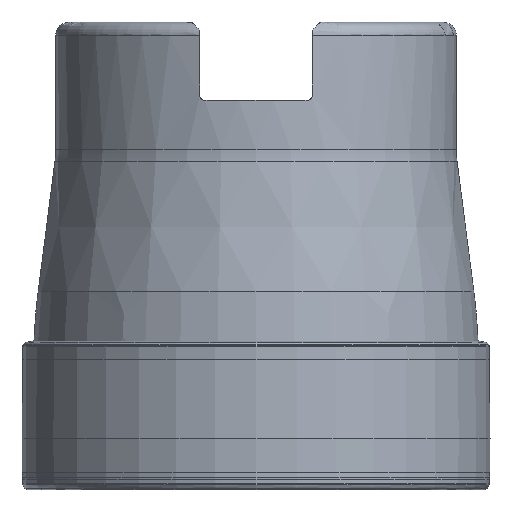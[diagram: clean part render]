
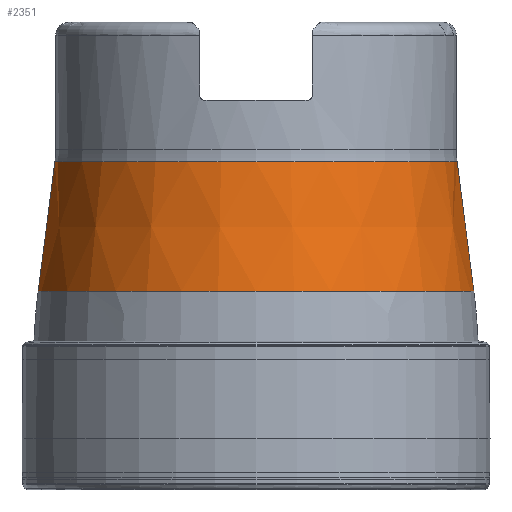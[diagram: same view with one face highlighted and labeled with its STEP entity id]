
A CAD part, left-side view. The second image highlights one B-rep face of the part: STEP entity #2351.
In plain terms, the highlighted conical face has half-angle 7.396 degrees and reference radius 15.687 mm.
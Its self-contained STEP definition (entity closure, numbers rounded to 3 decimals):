
#1161=DIRECTION('',(0.,-0.129,0.992));
#1162=VECTOR('',#1161,9.769);
#1163=CARTESIAN_POINT('',(0.,-15.058,10.449));
#1164=LINE('',#1163,#1162);
#1176=DIRECTION('',(0.,0.129,0.992));
#1177=VECTOR('',#1176,9.769);
#1178=CARTESIAN_POINT('',(0.,15.058,10.449));
#1179=LINE('',#1178,#1177);
#1183=CARTESIAN_POINT('',(0.,0.,20.136));
#1184=DIRECTION('',(0.,0.,1.));
#1185=DIRECTION('',(0.,-1.,0.));
#1186=AXIS2_PLACEMENT_3D('',#1183,#1184,#1185);
#1191=CARTESIAN_POINT('',(0.,0.,10.449));
#1192=DIRECTION('',(0.,0.,-1.));
#1193=DIRECTION('',(0.,1.,0.));
#1194=AXIS2_PLACEMENT_3D('',#1191,#1192,#1193);
#1338=CARTESIAN_POINT('',(0.,-15.058,10.449));
#1339=CARTESIAN_POINT('',(0.,15.058,10.449));
#1340=VERTEX_POINT('',#1338);
#1341=VERTEX_POINT('',#1339);
#1350=CARTESIAN_POINT('',(0.,16.316,20.136));
#1351=CARTESIAN_POINT('',(0.,-16.316,20.136));
#1352=VERTEX_POINT('',#1350);
#1353=VERTEX_POINT('',#1351);
#2339=CARTESIAN_POINT('',(0.,0.,15.292));
#2340=DIRECTION('',(0.,0.,1.));
#2341=DIRECTION('',(0.,1.,0.));
#2342=AXIS2_PLACEMENT_3D('',#2339,#2340,#2341);
#2343=CONICAL_SURFACE('',#2342,15.687,7.396);
#2344=ORIENTED_EDGE('',*,*,#1426,.T.);
#2345=ORIENTED_EDGE('',*,*,#2334,.F.);
#2347=ORIENTED_EDGE('',*,*,#2346,.T.);
#2348=ORIENTED_EDGE('',*,*,#2331,.T.);
#2349=EDGE_LOOP('',(#2344,#2345,#2347,#2348));
#2350=FACE_OUTER_BOUND('',#2349,.F.);
#2351=ADVANCED_FACE('',(#2350),#2343,.T.);
#1187=CIRCLE('',#1186,16.316);
#1195=CIRCLE('',#1194,15.058);
#1426=EDGE_CURVE('',#1353,#1352,#1187,.T.);
#2331=EDGE_CURVE('',#1340,#1353,#1164,.T.);
#2334=EDGE_CURVE('',#1341,#1352,#1179,.T.);
#2346=EDGE_CURVE('',#1341,#1340,#1195,.T.);
